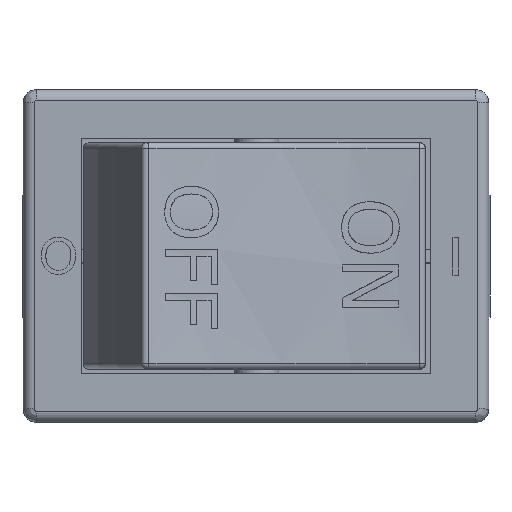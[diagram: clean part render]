
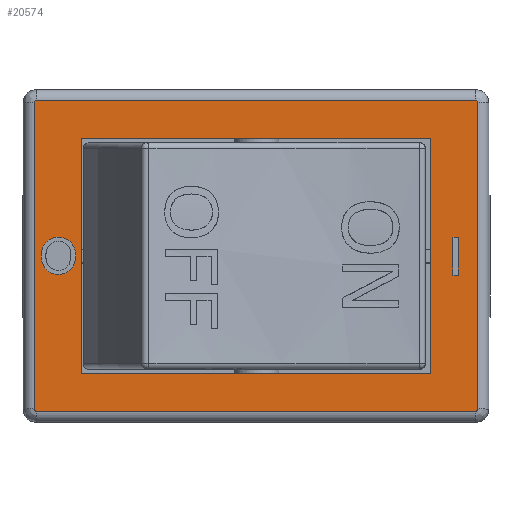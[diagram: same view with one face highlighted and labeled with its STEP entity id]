
A CAD part, top view. The second image highlights one B-rep face of the part: STEP entity #20574.
In plain terms, the highlighted planar face has unit normal (0, 0, 1).
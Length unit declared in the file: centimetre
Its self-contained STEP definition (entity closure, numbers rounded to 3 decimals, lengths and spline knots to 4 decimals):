
#1084=B_SPLINE_CURVE_WITH_KNOTS('',2,(#40382,#40383,#40384,#40385),
 .UNSPECIFIED.,.F.,.F.,(3,1,3),(0.,1.,2.),.UNSPECIFIED.);
#1086=B_SPLINE_CURVE_WITH_KNOTS('',2,(#40399,#40400,#40401),
 .UNSPECIFIED.,.F.,.F.,(3,3),(0.,1.),.UNSPECIFIED.);
#1088=B_SPLINE_CURVE_WITH_KNOTS('',2,(#40414,#40415,#40416),
 .UNSPECIFIED.,.F.,.F.,(3,3),(0.,1.),.UNSPECIFIED.);
#1090=B_SPLINE_CURVE_WITH_KNOTS('',2,(#40429,#40430,#40431),
 .UNSPECIFIED.,.F.,.F.,(3,3),(0.,1.),.UNSPECIFIED.);
#1092=B_SPLINE_CURVE_WITH_KNOTS('',2,(#40444,#40445,#40446),
 .UNSPECIFIED.,.F.,.F.,(3,3),(0.,1.),.UNSPECIFIED.);
#1094=B_SPLINE_CURVE_WITH_KNOTS('',2,(#40459,#40460,#40461,#40462),
 .UNSPECIFIED.,.F.,.F.,(3,1,3),(0.,1.,2.),.UNSPECIFIED.);
#1308=FACE_BOUND('',#3480,.T.);
#1309=FACE_BOUND('',#3481,.T.);
#1310=FACE_BOUND('',#3482,.T.);
#1423=CIRCLE('',#21485,0.01);
#1424=CIRCLE('',#21486,0.01);
#1425=CIRCLE('',#21487,0.01);
#1426=CIRCLE('',#21488,0.01);
#2273=FACE_OUTER_BOUND('',#3479,.T.);
#3479=EDGE_LOOP('',(#17618,#17619,#17620,#17621,#17622,#17623,#17624,#17625));
#3480=EDGE_LOOP('',(#17626,#17627,#17628,#17629));
#3481=EDGE_LOOP('',(#17630,#17631,#17632,#17633));
#3482=EDGE_LOOP('',(#17634,#17635,#17636,#17637,#17638,#17639));
#5377=LINE('',#40471,#7508);
#5381=LINE('',#40478,#7512);
#5384=LINE('',#40484,#7515);
#5386=LINE('',#40487,#7517);
#5387=LINE('',#40492,#7518);
#5388=LINE('',#40496,#7519);
#5389=LINE('',#40500,#7520);
#5390=LINE('',#40504,#7521);
#5391=LINE('',#40508,#7522);
#5392=LINE('',#40510,#7523);
#5393=LINE('',#40512,#7524);
#5394=LINE('',#40513,#7525);
#7508=VECTOR('',#24558,1.);
#7512=VECTOR('',#24564,1.);
#7515=VECTOR('',#24569,1.);
#7517=VECTOR('',#24573,1.);
#7518=VECTOR('',#24578,1.);
#7519=VECTOR('',#24581,1.);
#7520=VECTOR('',#24584,1.);
#7521=VECTOR('',#24587,1.);
#7522=VECTOR('',#24590,1.);
#7523=VECTOR('',#24591,1.);
#7524=VECTOR('',#24592,1.);
#7525=VECTOR('',#24593,1.);
#9669=VERTEX_POINT('',#40379);
#9670=VERTEX_POINT('',#40381);
#9672=VERTEX_POINT('',#40397);
#9674=VERTEX_POINT('',#40412);
#9676=VERTEX_POINT('',#40427);
#9678=VERTEX_POINT('',#40442);
#9681=VERTEX_POINT('',#40468);
#9682=VERTEX_POINT('',#40470);
#9684=VERTEX_POINT('',#40476);
#9686=VERTEX_POINT('',#40482);
#9687=VERTEX_POINT('',#40490);
#9688=VERTEX_POINT('',#40491);
#9689=VERTEX_POINT('',#40493);
#9690=VERTEX_POINT('',#40495);
#9691=VERTEX_POINT('',#40497);
#9692=VERTEX_POINT('',#40499);
#9693=VERTEX_POINT('',#40501);
#9694=VERTEX_POINT('',#40503);
#9695=VERTEX_POINT('',#40506);
#9696=VERTEX_POINT('',#40507);
#9697=VERTEX_POINT('',#40509);
#9698=VERTEX_POINT('',#40511);
#12411=EDGE_CURVE('',#9670,#9669,#1084,.T.);
#12415=EDGE_CURVE('',#9669,#9672,#1086,.T.);
#12418=EDGE_CURVE('',#9672,#9674,#1088,.T.);
#12421=EDGE_CURVE('',#9674,#9676,#1090,.T.);
#12424=EDGE_CURVE('',#9676,#9678,#1092,.T.);
#12426=EDGE_CURVE('',#9678,#9670,#1094,.T.);
#12429=EDGE_CURVE('',#9682,#9681,#5377,.T.);
#12433=EDGE_CURVE('',#9681,#9684,#5381,.T.);
#12436=EDGE_CURVE('',#9684,#9686,#5384,.T.);
#12438=EDGE_CURVE('',#9686,#9682,#5386,.T.);
#12439=EDGE_CURVE('',#9687,#9688,#5387,.T.);
#12440=EDGE_CURVE('',#9689,#9687,#1423,.T.);
#12441=EDGE_CURVE('',#9690,#9689,#5388,.T.);
#12442=EDGE_CURVE('',#9691,#9690,#1424,.T.);
#12443=EDGE_CURVE('',#9692,#9691,#5389,.T.);
#12444=EDGE_CURVE('',#9693,#9692,#1425,.T.);
#12445=EDGE_CURVE('',#9694,#9693,#5390,.T.);
#12446=EDGE_CURVE('',#9688,#9694,#1426,.T.);
#12447=EDGE_CURVE('',#9695,#9696,#5391,.T.);
#12448=EDGE_CURVE('',#9696,#9697,#5392,.T.);
#12449=EDGE_CURVE('',#9697,#9698,#5393,.T.);
#12450=EDGE_CURVE('',#9698,#9695,#5394,.T.);
#17618=ORIENTED_EDGE('',*,*,#12439,.F.);
#17619=ORIENTED_EDGE('',*,*,#12440,.F.);
#17620=ORIENTED_EDGE('',*,*,#12441,.F.);
#17621=ORIENTED_EDGE('',*,*,#12442,.F.);
#17622=ORIENTED_EDGE('',*,*,#12443,.F.);
#17623=ORIENTED_EDGE('',*,*,#12444,.F.);
#17624=ORIENTED_EDGE('',*,*,#12445,.F.);
#17625=ORIENTED_EDGE('',*,*,#12446,.F.);
#17626=ORIENTED_EDGE('',*,*,#12447,.T.);
#17627=ORIENTED_EDGE('',*,*,#12448,.T.);
#17628=ORIENTED_EDGE('',*,*,#12449,.T.);
#17629=ORIENTED_EDGE('',*,*,#12450,.T.);
#17630=ORIENTED_EDGE('',*,*,#12429,.T.);
#17631=ORIENTED_EDGE('',*,*,#12433,.T.);
#17632=ORIENTED_EDGE('',*,*,#12436,.T.);
#17633=ORIENTED_EDGE('',*,*,#12438,.T.);
#17634=ORIENTED_EDGE('',*,*,#12411,.T.);
#17635=ORIENTED_EDGE('',*,*,#12415,.T.);
#17636=ORIENTED_EDGE('',*,*,#12418,.T.);
#17637=ORIENTED_EDGE('',*,*,#12421,.T.);
#17638=ORIENTED_EDGE('',*,*,#12424,.T.);
#17639=ORIENTED_EDGE('',*,*,#12426,.T.);
#19535=PLANE('',#21484);
#20574=ADVANCED_FACE('',(#2273,#1308,#1309,#1310),#19535,.T.);
#21484=AXIS2_PLACEMENT_3D('',#40489,#24576,#24577);
#21485=AXIS2_PLACEMENT_3D('',#40494,#24579,#24580);
#21486=AXIS2_PLACEMENT_3D('',#40498,#24582,#24583);
#21487=AXIS2_PLACEMENT_3D('',#40502,#24585,#24586);
#21488=AXIS2_PLACEMENT_3D('',#40505,#24588,#24589);
#24558=DIRECTION('',(1.,0.,0.));
#24564=DIRECTION('',(0.,-1.,0.));
#24569=DIRECTION('',(-1.,0.,0.));
#24573=DIRECTION('',(0.,1.,0.));
#24576=DIRECTION('center_axis',(0.,0.,
1.));
#24577=DIRECTION('ref_axis',(1.,0.,0.));
#24578=DIRECTION('',(0.,1.,0.));
#24579=DIRECTION('center_axis',(0.,0.,
-1.));
#24580=DIRECTION('ref_axis',(-0.707,-0.707,0.));
#24581=DIRECTION('',(-1.,0.,0.));
#24582=DIRECTION('center_axis',(0.,0.,
-1.));
#24583=DIRECTION('ref_axis',(0.707,-0.707,0.));
#24584=DIRECTION('',(0.,-1.,0.));
#24585=DIRECTION('center_axis',(0.,0.,
-1.));
#24586=DIRECTION('ref_axis',(0.707,0.707,0.));
#24587=DIRECTION('',(1.,0.,0.));
#24588=DIRECTION('center_axis',(0.,0.,
-1.));
#24589=DIRECTION('ref_axis',(-0.707,0.707,0.));
#24590=DIRECTION('',(0.,-1.,0.));
#24591=DIRECTION('',(-1.,0.,0.));
#24592=DIRECTION('',(0.,1.,0.));
#24593=DIRECTION('',(1.,0.,0.));
#40379=CARTESIAN_POINT('',(-0.9681,0.0005,1.6));
#40381=CARTESIAN_POINT('',(-0.8915,-0.0831,1.6));
#40382=CARTESIAN_POINT('Ctrl Pts',(-0.8915,-0.0831,
1.6));
#40383=CARTESIAN_POINT('Ctrl Pts',(-0.9258,-0.0831,
1.6));
#40384=CARTESIAN_POINT('Ctrl Pts',(-0.9681,-0.0368,
1.6));
#40385=CARTESIAN_POINT('Ctrl Pts',(-0.9681,0.0005,
1.6));
#40397=CARTESIAN_POINT('',(-0.9488,0.0596,1.6));
#40399=CARTESIAN_POINT('Ctrl Pts',(-0.9681,0.0005,
1.6));
#40400=CARTESIAN_POINT('Ctrl Pts',(-0.9681,0.0365,
1.6));
#40401=CARTESIAN_POINT('Ctrl Pts',(-0.9488,0.0596,
1.6));
#40412=CARTESIAN_POINT('',(-0.8913,0.0841,1.6));
#40414=CARTESIAN_POINT('Ctrl Pts',(-0.9488,0.0596,
1.6));
#40415=CARTESIAN_POINT('Ctrl Pts',(-0.9277,0.0841,
1.6));
#40416=CARTESIAN_POINT('Ctrl Pts',(-0.8913,0.0841,
1.6));
#40427=CARTESIAN_POINT('',(-0.8329,0.0587,1.6));
#40429=CARTESIAN_POINT('Ctrl Pts',(-0.8913,0.0841,
1.6));
#40430=CARTESIAN_POINT('Ctrl Pts',(-0.8542,0.0841,
1.6));
#40431=CARTESIAN_POINT('Ctrl Pts',(-0.8329,0.0587,
1.6));
#40442=CARTESIAN_POINT('',(-0.8136,-0.0009,1.6));
#40444=CARTESIAN_POINT('Ctrl Pts',(-0.8329,0.0587,
1.6));
#40445=CARTESIAN_POINT('Ctrl Pts',(-0.8136,0.0355,
1.6));
#40446=CARTESIAN_POINT('Ctrl Pts',(-0.8136,-0.0009,
1.6));
#40459=CARTESIAN_POINT('Ctrl Pts',(-0.8136,-0.0009,
1.6));
#40460=CARTESIAN_POINT('Ctrl Pts',(-0.8136,-0.0377,
1.6));
#40461=CARTESIAN_POINT('Ctrl Pts',(-0.8564,-0.0831,
1.6));
#40462=CARTESIAN_POINT('Ctrl Pts',(-0.8915,-0.0831,
1.6));
#40468=CARTESIAN_POINT('',(0.9129,0.0836,1.6));
#40470=CARTESIAN_POINT('',(0.8881,0.0836,1.6));
#40471=CARTESIAN_POINT('',(0.4441,0.0836,1.6));
#40476=CARTESIAN_POINT('',(0.9129,-0.0864,1.6));
#40478=CARTESIAN_POINT('',(0.9129,0.0418,1.6));
#40482=CARTESIAN_POINT('',(0.8881,-0.0864,1.6));
#40484=CARTESIAN_POINT('',(0.4564,-0.0864,1.6));
#40487=CARTESIAN_POINT('',(0.8881,-0.0432,1.6));
#40489=CARTESIAN_POINT('Origin',(0.,0.,
1.6));
#40490=CARTESIAN_POINT('',(-1.,-0.69,1.6));
#40491=CARTESIAN_POINT('',(-1.,0.69,1.6));
#40492=CARTESIAN_POINT('',(-1.,-0.345,1.6));
#40493=CARTESIAN_POINT('',(-0.99,-0.7,1.6));
#40494=CARTESIAN_POINT('Origin',(-0.99,-0.69,1.6));
#40495=CARTESIAN_POINT('',(0.99,-0.7,1.6));
#40496=CARTESIAN_POINT('',(0.495,-0.7,1.6));
#40497=CARTESIAN_POINT('',(1.,-0.69,1.6));
#40498=CARTESIAN_POINT('Origin',(0.99,-0.69,1.6));
#40499=CARTESIAN_POINT('',(1.,0.69,1.6));
#40500=CARTESIAN_POINT('',(1.,0.345,1.6));
#40501=CARTESIAN_POINT('',(0.99,0.7,1.6));
#40502=CARTESIAN_POINT('Origin',(0.99,0.69,1.6));
#40503=CARTESIAN_POINT('',(-0.99,0.7,1.6));
#40504=CARTESIAN_POINT('',(-0.495,0.7,1.6));
#40505=CARTESIAN_POINT('Origin',(-0.99,0.69,1.6));
#40506=CARTESIAN_POINT('',(0.785,0.53,1.6));
#40507=CARTESIAN_POINT('',(0.785,-0.53,1.6));
#40508=CARTESIAN_POINT('',(0.785,-0.265,1.6));
#40509=CARTESIAN_POINT('',(-0.785,-0.53,1.6));
#40510=CARTESIAN_POINT('',(-0.3925,-0.53,1.6));
#40511=CARTESIAN_POINT('',(-0.785,0.53,1.6));
#40512=CARTESIAN_POINT('',(-0.785,0.265,1.6));
#40513=CARTESIAN_POINT('',(0.3925,0.53,1.6));
